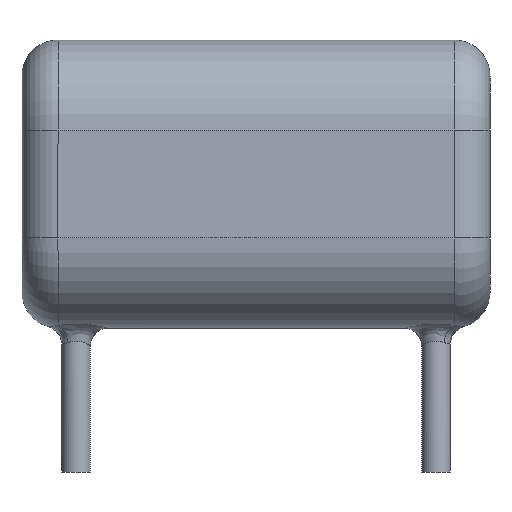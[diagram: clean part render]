
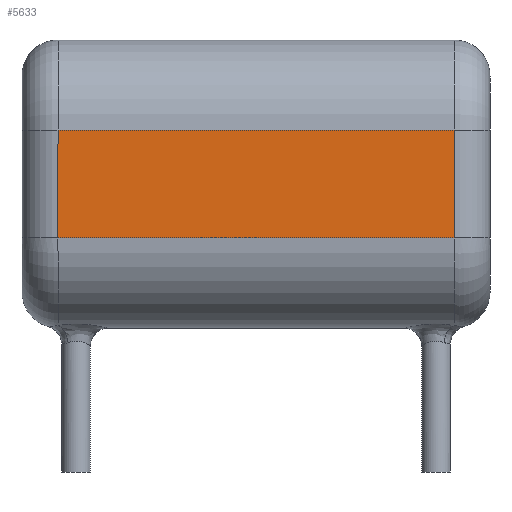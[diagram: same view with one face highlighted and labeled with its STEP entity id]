
A CAD part, front view. The second image highlights one B-rep face of the part: STEP entity #5633.
In plain terms, the highlighted planar face has unit normal (0, -1, 0).
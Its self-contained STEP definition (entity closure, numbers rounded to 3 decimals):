
#313 = VERTEX_POINT ( 'NONE', #7984 ) ;
#712 = DIRECTION ( 'NONE',  ( 0., 0., 1. ) ) ;
#716 = VECTOR ( 'NONE', #5513, 1000. ) ;
#1032 = VECTOR ( 'NONE', #712, 1000. ) ;
#1216 = VERTEX_POINT ( 'NONE', #11823 ) ;
#1927 = AXIS2_PLACEMENT_3D ( 'NONE', #3707, #6605, #3843 ) ;
#2467 = ORIENTED_EDGE ( 'NONE', *, *, #4524, .T. ) ;
#2518 = VECTOR ( 'NONE', #4262, 1000. ) ;
#3112 = ORIENTED_EDGE ( 'NONE', *, *, #9388, .T. ) ;
#3459 = LINE ( 'NONE', #8312, #716 ) ;
#3699 = VERTEX_POINT ( 'NONE', #5218 ) ;
#3700 = VERTEX_POINT ( 'NONE', #4195 ) ;
#3707 = CARTESIAN_POINT ( 'NONE',  ( -6.5, -2.5, 8. ) ) ;
#3843 = DIRECTION ( 'NONE',  ( 0., 0., 1. ) ) ;
#4195 = CARTESIAN_POINT ( 'NONE',  ( 5.5, -2.5, 5.5 ) ) ;
#4262 = DIRECTION ( 'NONE',  ( 1., 0., 0. ) ) ;
#4520 = CARTESIAN_POINT ( 'NONE',  ( -6.5, -2.5, 5.5 ) ) ;
#4524 = EDGE_CURVE ( 'NONE', #1216, #313, #7877, .T. ) ;
#4878 = FACE_OUTER_BOUND ( 'NONE', #9139, .T. ) ;
#5203 = ORIENTED_EDGE ( 'NONE', *, *, #10351, .T. ) ;
#5218 = CARTESIAN_POINT ( 'NONE',  ( -5.5, -2.5, 5.5 ) ) ;
#5513 = DIRECTION ( 'NONE',  ( 0., 0., -1. ) ) ;
#5527 = EDGE_CURVE ( 'NONE', #3699, #1216, #3459, .T. ) ;
#5633 = ADVANCED_FACE ( 'NONE', ( #4878 ), #8808, .F. ) ;
#6605 = DIRECTION ( 'NONE',  ( 0., 1., 0. ) ) ;
#7156 = CARTESIAN_POINT ( 'NONE',  ( 6.5, -2.5, 2.5 ) ) ;
#7877 = LINE ( 'NONE', #7156, #2518 ) ;
#7929 = ORIENTED_EDGE ( 'NONE', *, *, #5527, .T. ) ;
#7984 = CARTESIAN_POINT ( 'NONE',  ( 5.5, -2.5, 2.5 ) ) ;
#8312 = CARTESIAN_POINT ( 'NONE',  ( -5.5, -2.5, 8. ) ) ;
#8808 = PLANE ( 'NONE',  #1927 ) ;
#9139 = EDGE_LOOP ( 'NONE', ( #3112, #7929, #2467, #5203 ) ) ;
#9388 = EDGE_CURVE ( 'NONE', #3700, #3699, #10549, .T. ) ;
#9669 = LINE ( 'NONE', #10620, #1032 ) ;
#10351 = EDGE_CURVE ( 'NONE', #313, #3700, #9669, .T. ) ;
#10549 = LINE ( 'NONE', #4520, #12057 ) ;
#10620 = CARTESIAN_POINT ( 'NONE',  ( 5.5, -2.5, 8. ) ) ;
#11823 = CARTESIAN_POINT ( 'NONE',  ( -5.5, -2.5, 2.5 ) ) ;
#12057 = VECTOR ( 'NONE', #12393, 1000. ) ;
#12393 = DIRECTION ( 'NONE',  ( -1., 0., 0. ) ) ;
